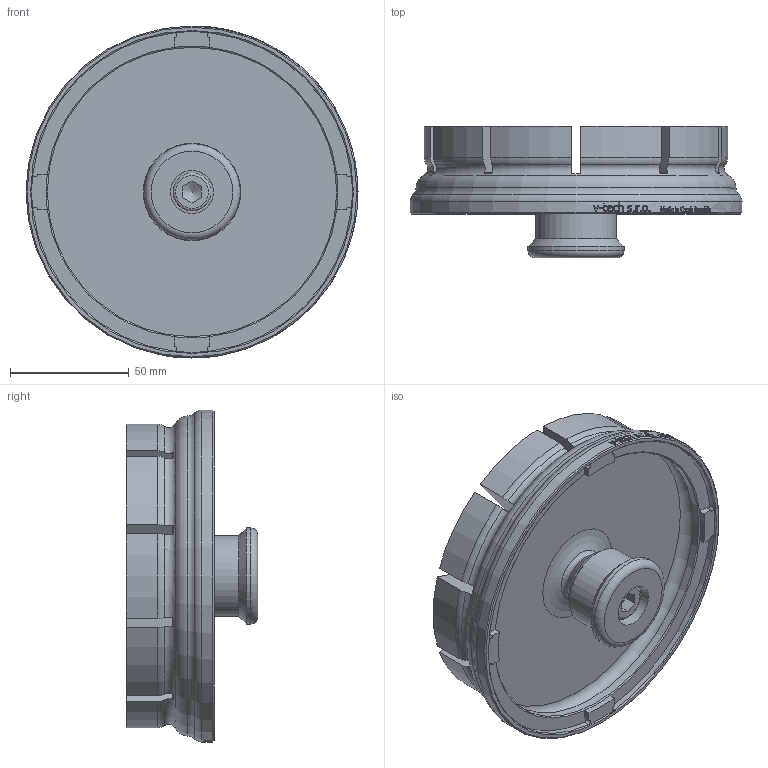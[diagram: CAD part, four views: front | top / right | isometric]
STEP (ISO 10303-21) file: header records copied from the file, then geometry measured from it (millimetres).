
FILE_DESCRIPTION(/* description */ (''),/* implementation_level */ '2;1');
FILE_NAME(/* name */ 'MHU135.stp',/* time_stamp */ '2024-10-21T11:32:01+02:00',/* author */ ('Admin'),/* organization */ (''),/* preprocessor_version */ 'ST-DEVELOPER v20',/* originating_system */ 'Autodesk Inventor 2025',/* authorisation */ '');
FILE_SCHEMA (('CONFIG_CONTROL_DESIGN'));
Length unit declared in the file: millimetre
Products named in the file (1): MHU135
Bounding box: 140 x 55.4 x 140 mm (x, y, z)
Volume: 271219.8 mm3; surface area: 78117 mm2
Topology: 1 solids, 2 shells, 732 faces, 1998 edges, 1324 vertices
Faces by surface type: plane 309, bspline 254, cylinder 126, torus 22, cone 21
Full cylindrical faces by diameter (mm): 2.013 x1, 10 x1, 11 x1, 16 x2, 18 x1, 30 x1, 34 x1, 40.5 x1, 122 x1, 140 x1
Entity records: 31446 total; most frequent: CARTESIAN_POINT 13712, ORIENTED_EDGE 3992, DIRECTION 2761, EDGE_CURVE 1996, VERTEX_POINT 1324, AXIS2_PLACEMENT_3D 921, LINE 919, VECTOR 919
